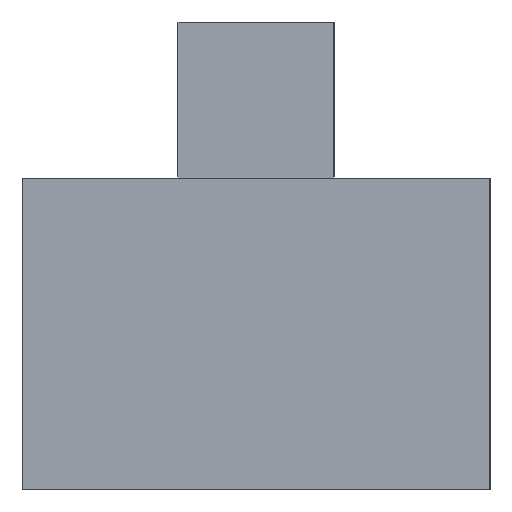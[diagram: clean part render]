
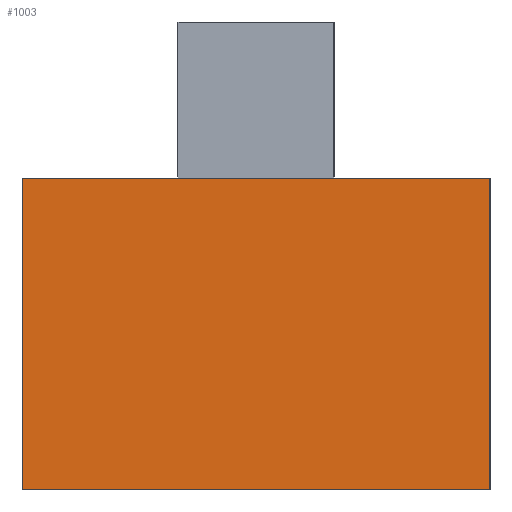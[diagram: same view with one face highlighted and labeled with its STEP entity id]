
A CAD part, left-side view. The second image highlights one B-rep face of the part: STEP entity #1003.
In plain terms, the highlighted planar face has unit normal (-1, 0, 0).
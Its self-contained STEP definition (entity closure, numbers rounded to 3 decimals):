
#77=FACE_OUTER_BOUND('',#133,.T.);
#133=EDGE_LOOP('',(#839,#840,#841,#842));
#273=LINE('',#1588,#405);
#274=LINE('',#1591,#406);
#275=LINE('',#1593,#407);
#276=LINE('',#1594,#408);
#405=VECTOR('',#1309,10.);
#406=VECTOR('',#1312,10.);
#407=VECTOR('',#1313,10.);
#408=VECTOR('',#1314,10.);
#495=VERTEX_POINT('',#1584);
#496=VERTEX_POINT('',#1586);
#497=VERTEX_POINT('',#1590);
#498=VERTEX_POINT('',#1592);
#625=EDGE_CURVE('',#495,#496,#273,.T.);
#626=EDGE_CURVE('',#495,#497,#274,.T.);
#627=EDGE_CURVE('',#498,#496,#275,.T.);
#628=EDGE_CURVE('',#497,#498,#276,.T.);
#839=ORIENTED_EDGE('',*,*,#626,.F.);
#840=ORIENTED_EDGE('',*,*,#625,.T.);
#841=ORIENTED_EDGE('',*,*,#627,.F.);
#842=ORIENTED_EDGE('',*,*,#628,.F.);
#947=PLANE('',#1073);
#1003=ADVANCED_FACE('',(#77),#947,.T.);
#1073=AXIS2_PLACEMENT_3D('',#1589,#1310,#1311);
#1309=DIRECTION('',(0.,0.,1.));
#1310=DIRECTION('center_axis',(-1.,0.,0.));
#1311=DIRECTION('ref_axis',(0.,-1.,0.));
#1312=DIRECTION('',(0.,1.,0.));
#1313=DIRECTION('',(0.,-1.,0.));
#1314=DIRECTION('',(0.,0.,1.));
#1584=CARTESIAN_POINT('',(-75.,0.,0.));
#1586=CARTESIAN_POINT('',(-75.,0.,10.));
#1588=CARTESIAN_POINT('',(-75.,0.,0.));
#1589=CARTESIAN_POINT('Origin',(-75.,15.,0.));
#1590=CARTESIAN_POINT('',(-75.,15.,0.));
#1591=CARTESIAN_POINT('',(-75.,0.,0.));
#1592=CARTESIAN_POINT('',(-75.,15.,10.));
#1593=CARTESIAN_POINT('',(-75.,0.,10.));
#1594=CARTESIAN_POINT('',(-75.,15.,0.));
